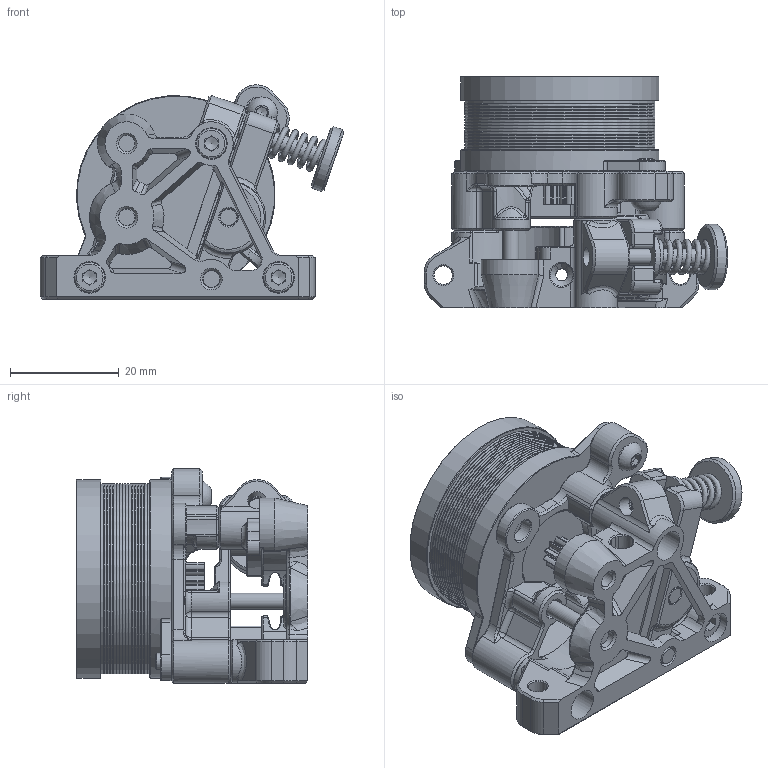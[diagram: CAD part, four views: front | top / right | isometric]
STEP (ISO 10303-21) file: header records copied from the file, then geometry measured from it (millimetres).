
FILE_DESCRIPTION(/* description */ ('STEP AP242','CAx-IF Rec.Pracs.---Representation and Presentation of Product Manufacturing Information (PMI)---4.0---2014-10-13','CAx-IF Rec.Pracs.---3D Tessellated Geometry---0.4---2014-09-14','2;1'),/* implementation_level */ '2;1');
FILE_NAME(/* name */ '6423f68ba21e6a5ff97db75f',/* time_stamp */ '2023-03-29T08:27:57+00:00',/* author */ (''),/* organization */ (''),/* preprocessor_version */ 'ST-DEVELOPER v18.102',/* originating_system */ ' ',/* authorisation */ ' ');
FILE_SCHEMA (('AP242_MANAGED_MODEL_BASED_3D_ENGINEERING_MIM_LF { 1 0 10303 442 1 1 4 }'));
Length unit declared in the file: metre
Products named in the file (15): Assembly 1; Nylon Washer (Thumbscrew); 3mm shaft (16mm); Hex socket head cap screw M3x0.50 x 20; Hex socket head cap screw M3x0.50 x 16; Socket button head screw M3x0.5 x 8; Idler_arm; 3mm shaft (24mm); Back; Heat-Set Insert; Spring Assembly (2) <1>; M3 Thumb Screw (1) (1); Part40; Front; NEMA14_10t^sherpa_mini_a3_r9c
Assembly tree (18 placements, depth 3):
  Assembly 1
    Nylon Washer (Thumbscrew)
    3mm shaft (16mm)  x2
    Hex socket head cap screw M3x0.50 x 20  x2
    Hex socket head cap screw M3x0.50 x 16
    Socket button head screw M3x0.5 x 8
    Idler_arm
    3mm shaft (24mm)
    Back
    Heat-Set Insert  x3
    Spring Assembly (2) <1>
      M3 Thumb Screw (1) (1)
      Part40
    Front
    NEMA14_10t^sherpa_mini_a3_r9c
Bounding box: 55.77 x 42.5 x 39.38 mm (x, y, z)
Volume: 30836.8 mm3; surface area: 18694.4 mm2
Topology: 17 solids, 17 shells, 1763 faces, 4717 edges, 2964 vertices
Faces by surface type: cone 607, plane 419, cylinder 404, bspline 298, torus 31, sphere 4
Full cylindrical faces by diameter (mm): 2 x1, 3 x11, 3.1 x1, 3.2 x5, 3.4 x9, 3.744 x6, 3.9 x3, 4.2 x2, 4.3 x3, 5 x1, 5.5 x3, 5.8 x3, 8 x2, 10 x1, 12 x1, 16 x1, 35 x16, 36.5 x2
Entity records: 45406 total; most frequent: CARTESIAN_POINT 15410, ORIENTED_EDGE 6296, DIRECTION 5864, EDGE_CURVE 3148, AXIS2_PLACEMENT_3D 2366, VERTEX_POINT 2018, FACE_BOUND 1542, EDGE_LOOP 1539
